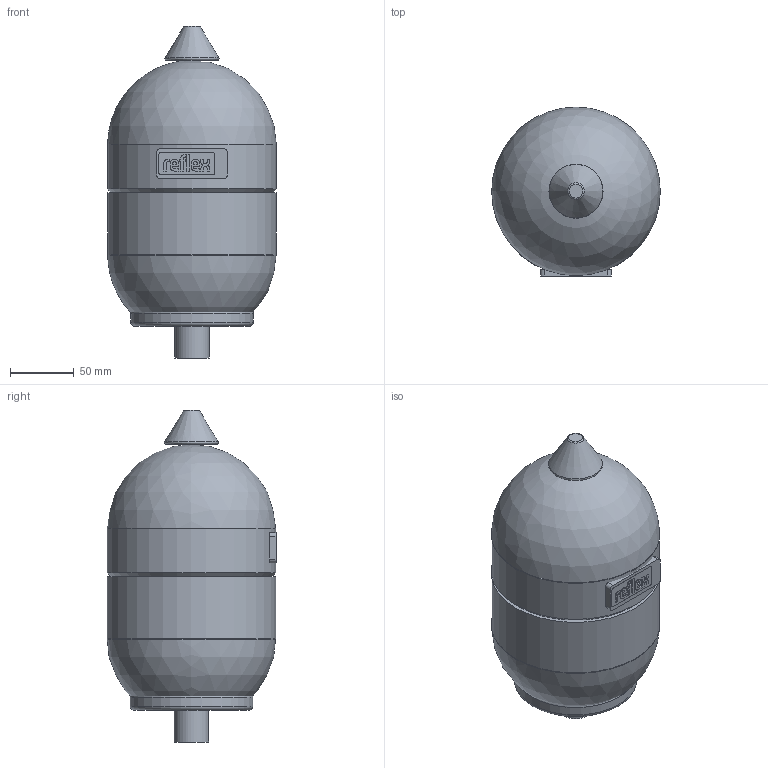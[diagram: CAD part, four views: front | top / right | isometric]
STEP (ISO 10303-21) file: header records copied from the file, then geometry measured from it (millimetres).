
FILE_DESCRIPTION(/* description */ (''),/* implementation_level */ '2;1');
FILE_NAME(/* name */ '3d_RefixDE2_10bar-7200300.stp',/* time_stamp */ '2015-09-17T13:47:16+02:00',/* author */ ('Andrzej'),/* organization */ (''),/* preprocessor_version */ 'ST-DEVELOPER v15.5',/* originating_system */ 'AutoCAD Mechanical',/* authorisation */ '');
FILE_SCHEMA (('AUTOMOTIVE_DESIGN { 1 0 10303 214 3 1 1 }'));
Length unit declared in the file: millimetre
Products named in the file (1): Product
Bounding box: 132 x 132.97 x 260 mm (x, y, z)
Volume: 2488070.4 mm3; surface area: 184497 mm2
Topology: 14 solids, 14 shells, 215 faces, 527 edges, 347 vertices
Faces by surface type: plane 113, cylinder 85, torus 10, cone 5, sphere 2
Full cylindrical faces by diameter (mm): 6.12 x1, 9.18 x1, 14.382 x1, 17.442 x1, 18.9 x1, 26.9 x1, 82 x2, 96 x1, 132 x2
Entity records: 6247 total; most frequent: DIRECTION 1116, CARTESIAN_POINT 1056, ORIENTED_EDGE 992, EDGE_CURVE 496, AXIS2_PLACEMENT_3D 404, VERTEX_POINT 344, LINE 308, VECTOR 308
